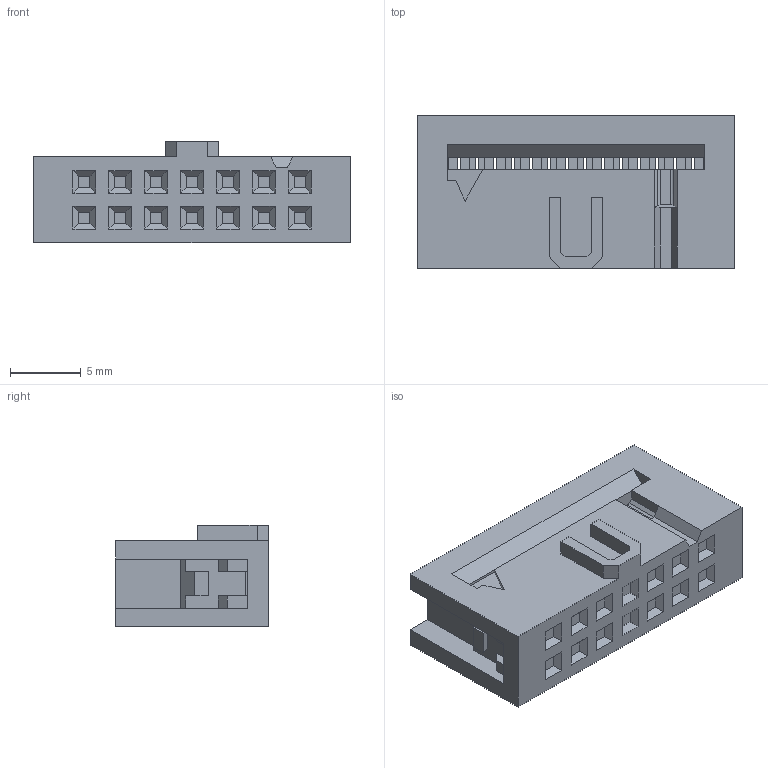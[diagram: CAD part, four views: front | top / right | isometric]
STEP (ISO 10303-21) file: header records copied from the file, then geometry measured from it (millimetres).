
FILE_DESCRIPTION(/* description */ (''),/* implementation_level */ '2;1');
FILE_NAME(/* name */ '100141356ugm000_b.stp',/* time_stamp */ '2016-03-31T11:20:58+02:00',/* author */ (''),/* organization */ (''),/* preprocessor_version */ 'ST-DEVELOPER v16',/* originating_system */ 'SIEMENS PLM Software NX 10.0',/* authorisation */ '');
FILE_SCHEMA (('AUTOMOTIVE_DESIGN { 1 0 10303 214 3 1 1 1 }'));
Length unit declared in the file: millimetre
Products named in the file (1): 100141356ugm000_b
Bounding box: 22.4 x 10.8 x 7.2 mm (x, y, z)
Volume: 1214.4 mm3; surface area: 1196.6 mm2
Topology: 1 solids, 1 shells, 270 faces, 752 edges, 496 vertices
Faces by surface type: plane 266, cylinder 4
Entity records: 9389 total; most frequent: CARTESIAN_POINT 1519, ORIENTED_EDGE 1504, DIRECTION 1302, EDGE_CURVE 752, LINE 744, VECTOR 744, VERTEX_POINT 496, EDGE_LOOP 340
